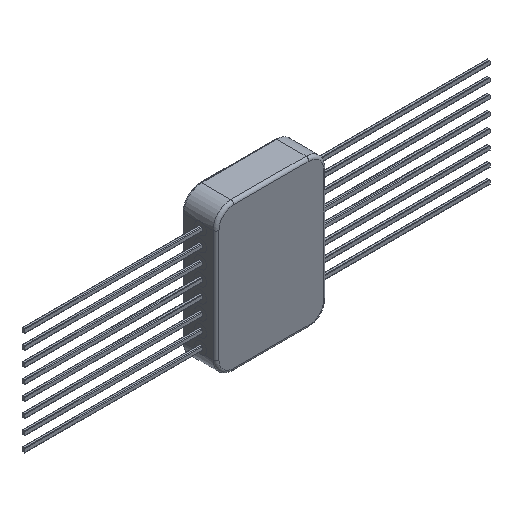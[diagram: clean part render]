
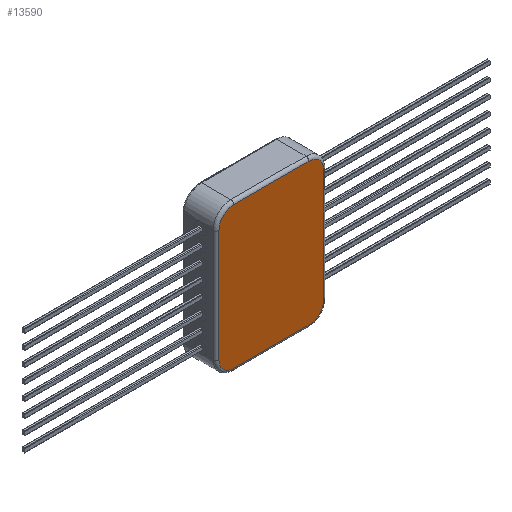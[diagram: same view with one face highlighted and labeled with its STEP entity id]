
A CAD part, isometric view. The second image highlights one B-rep face of the part: STEP entity #13590.
In plain terms, the highlighted planar face has unit normal (0, -1, 0).
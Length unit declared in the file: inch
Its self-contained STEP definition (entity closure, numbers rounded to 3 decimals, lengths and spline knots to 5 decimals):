
#247 = EDGE_CURVE ( 'NONE', #15117, #19402, #15843, .T. ) ;
#784 = PLANE ( 'NONE',  #21753 ) ;
#939 = CARTESIAN_POINT ( 'NONE',  ( 0.315, -0.11, -0.44 ) ) ;
#1122 = ORIENTED_EDGE ( 'NONE', *, *, #17068, .T. ) ;
#1400 = DIRECTION ( 'NONE',  ( 0., 0., -1. ) ) ;
#1492 = EDGE_CURVE ( 'NONE', #28346, #15117, #29642, .T. ) ;
#1538 = CARTESIAN_POINT ( 'NONE',  ( 0.315, -0.11, -0.01 ) ) ;
#2031 = DIRECTION ( 'NONE',  ( 0., -1., 0. ) ) ;
#2657 = DIRECTION ( 'NONE',  ( 0., -1., 0. ) ) ;
#3283 = CIRCLE ( 'NONE', #23979, 0.05 ) ;
#3985 = ORIENTED_EDGE ( 'NONE', *, *, #14497, .T. ) ;
#4045 = VECTOR ( 'NONE', #4801, 39.37008 ) ;
#4413 = DIRECTION ( 'NONE',  ( 0., 0., -1. ) ) ;
#4777 = CIRCLE ( 'NONE', #5279, 0.05 ) ;
#4795 = VERTEX_POINT ( 'NONE', #5124 ) ;
#4801 = DIRECTION ( 'NONE',  ( 0., 0., -1. ) ) ;
#5124 = CARTESIAN_POINT ( 'NONE',  ( 0.06, -0.11, -0.49 ) ) ;
#5279 = AXIS2_PLACEMENT_3D ( 'NONE', #6439, #23020, #16069 ) ;
#6439 = CARTESIAN_POINT ( 'NONE',  ( 0.06, -0.11, -0.44 ) ) ;
#7183 = EDGE_CURVE ( 'NONE', #4795, #28346, #23458, .T. ) ;
#8981 = DIRECTION ( 'NONE',  ( -1., 0., 0. ) ) ;
#9269 = AXIS2_PLACEMENT_3D ( 'NONE', #14696, #24313, #22243 ) ;
#11273 = VERTEX_POINT ( 'NONE', #26487 ) ;
#11295 = CIRCLE ( 'NONE', #9269, 0.05 ) ;
#11446 = VERTEX_POINT ( 'NONE', #1538 ) ;
#12521 = ORIENTED_EDGE ( 'NONE', *, *, #28148, .T. ) ;
#12705 = ORIENTED_EDGE ( 'NONE', *, *, #247, .T. ) ;
#12811 = FACE_OUTER_BOUND ( 'NONE', #12942, .T. ) ;
#12942 = EDGE_LOOP ( 'NONE', ( #1122, #31181, #16355, #12705, #30949, #30120, #12521, #3985 ) ) ;
#13590 = ADVANCED_FACE ( 'NONE', ( #12811 ), #784, .T. ) ;
#14497 = EDGE_CURVE ( 'NONE', #30744, #11273, #16175, .T. ) ;
#14696 = CARTESIAN_POINT ( 'NONE',  ( 0.315, -0.11, -0.06 ) ) ;
#15064 = VECTOR ( 'NONE', #25436, 39.37008 ) ;
#15117 = VERTEX_POINT ( 'NONE', #19165 ) ;
#15843 = LINE ( 'NONE', #23080, #15064 ) ;
#15899 = CARTESIAN_POINT ( 'NONE',  ( 0.01, -0.11, -0.06 ) ) ;
#16035 = CARTESIAN_POINT ( 'NONE',  ( 0.315, -0.11, -0.49 ) ) ;
#16069 = DIRECTION ( 'NONE',  ( 0., 0., -1. ) ) ;
#16175 = LINE ( 'NONE', #21199, #4045 ) ;
#16355 = ORIENTED_EDGE ( 'NONE', *, *, #1492, .T. ) ;
#17068 = EDGE_CURVE ( 'NONE', #11273, #4795, #4777, .T. ) ;
#19165 = CARTESIAN_POINT ( 'NONE',  ( 0.365, -0.11, -0.44 ) ) ;
#19402 = VERTEX_POINT ( 'NONE', #31213 ) ;
#20472 = DIRECTION ( 'NONE',  ( 0., 0., -1. ) ) ;
#21199 = CARTESIAN_POINT ( 'NONE',  ( 0.01, -0.11, -0.44 ) ) ;
#21203 = DIRECTION ( 'NONE',  ( 1., 0., 0. ) ) ;
#21415 = EDGE_CURVE ( 'NONE', #11446, #30493, #25502, .T. ) ;
#21753 = AXIS2_PLACEMENT_3D ( 'NONE', #939, #2657, #1400 ) ;
#22243 = DIRECTION ( 'NONE',  ( 0., 0., -1. ) ) ;
#22604 = AXIS2_PLACEMENT_3D ( 'NONE', #29603, #24926, #20472 ) ;
#23020 = DIRECTION ( 'NONE',  ( 0., -1., 0. ) ) ;
#23080 = CARTESIAN_POINT ( 'NONE',  ( 0.365, -0.11, -0.44 ) ) ;
#23458 = LINE ( 'NONE', #16035, #26949 ) ;
#23830 = CARTESIAN_POINT ( 'NONE',  ( 0.06, -0.11, -0.06 ) ) ;
#23979 = AXIS2_PLACEMENT_3D ( 'NONE', #23830, #2031, #4413 ) ;
#24139 = CARTESIAN_POINT ( 'NONE',  ( 0.06, -0.11, -0.01 ) ) ;
#24313 = DIRECTION ( 'NONE',  ( 0., -1., 0. ) ) ;
#24926 = DIRECTION ( 'NONE',  ( 0., -1., 0. ) ) ;
#25436 = DIRECTION ( 'NONE',  ( 0., 0., 1. ) ) ;
#25502 = LINE ( 'NONE', #25783, #27522 ) ;
#25783 = CARTESIAN_POINT ( 'NONE',  ( 0.315, -0.11, -0.01 ) ) ;
#26097 = EDGE_CURVE ( 'NONE', #19402, #11446, #11295, .T. ) ;
#26487 = CARTESIAN_POINT ( 'NONE',  ( 0.01, -0.11, -0.44 ) ) ;
#26949 = VECTOR ( 'NONE', #21203, 39.37008 ) ;
#27522 = VECTOR ( 'NONE', #8981, 39.37008 ) ;
#28148 = EDGE_CURVE ( 'NONE', #30493, #30744, #3283, .T. ) ;
#28346 = VERTEX_POINT ( 'NONE', #29154 ) ;
#29154 = CARTESIAN_POINT ( 'NONE',  ( 0.315, -0.11, -0.49 ) ) ;
#29603 = CARTESIAN_POINT ( 'NONE',  ( 0.315, -0.11, -0.44 ) ) ;
#29642 = CIRCLE ( 'NONE', #22604, 0.05 ) ;
#30120 = ORIENTED_EDGE ( 'NONE', *, *, #21415, .T. ) ;
#30493 = VERTEX_POINT ( 'NONE', #24139 ) ;
#30744 = VERTEX_POINT ( 'NONE', #15899 ) ;
#30949 = ORIENTED_EDGE ( 'NONE', *, *, #26097, .T. ) ;
#31181 = ORIENTED_EDGE ( 'NONE', *, *, #7183, .T. ) ;
#31213 = CARTESIAN_POINT ( 'NONE',  ( 0.365, -0.11, -0.06 ) ) ;
